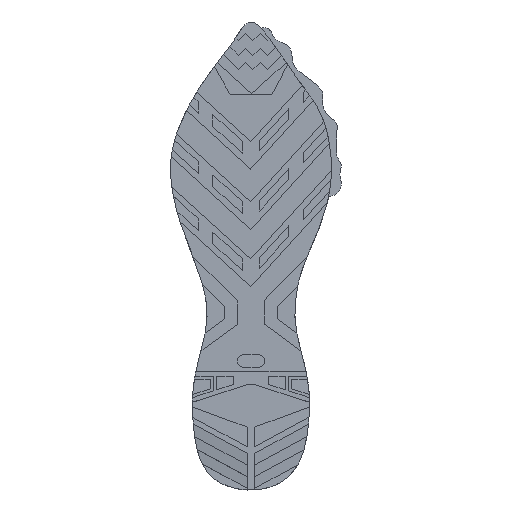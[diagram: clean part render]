
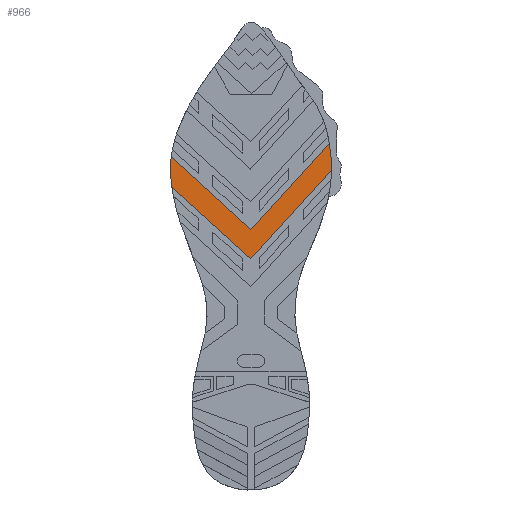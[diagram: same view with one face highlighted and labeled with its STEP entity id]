
A CAD part, top view. The second image highlights one B-rep face of the part: STEP entity #966.
In plain terms, the highlighted face is planar.
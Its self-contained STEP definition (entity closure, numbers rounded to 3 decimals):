
#74 = VECTOR ( 'NONE', #950, 1000. ) ;
#165 = ORIENTED_EDGE ( 'NONE', *, *, #250, .T. ) ;
#244 = CARTESIAN_POINT ( 'NONE',  ( 54.551, 3., -107.835 ) ) ;
#250 = EDGE_CURVE ( 'NONE', #1959, #2817, #4500, .T. ) ;
#327 = CARTESIAN_POINT ( 'NONE',  ( -54.95, 3., -106.378 ) ) ;
#349 = CARTESIAN_POINT ( 'NONE',  ( 55.059, 3., -95.959 ) ) ;
#405 = LINE ( 'NONE', #6586, #2430 ) ;
#513 = LINE ( 'NONE', #6629, #74 ) ;
#541 = CARTESIAN_POINT ( 'NONE',  ( 54.096, 3., -87.331 ) ) ;
#815 = CARTESIAN_POINT ( 'NONE',  ( 54.401, 3., -89.592 ) ) ;
#950 = DIRECTION ( 'NONE',  ( 0.74, 0., -0.673 ) ) ;
#966 = ADVANCED_FACE ( 'NONE', ( #2173 ), #5323, .T. ) ;
#1222 = CARTESIAN_POINT ( 'NONE',  ( 54.589, 3., -107.512 ) ) ;
#1289 = CARTESIAN_POINT ( 'NONE',  ( 54.551, 3., -107.835 ) ) ;
#1588 = B_SPLINE_CURVE_WITH_KNOTS ( 'NONE', 3,
 ( #2778, #2307, #327, #1967, #5461 ),
 .UNSPECIFIED., .F., .F.,
 ( 4, 1, 4 ),
 ( 0.838, 0.843, 0.855 ),
 .UNSPECIFIED. ) ;
#1610 = CARTESIAN_POINT ( 'NONE',  ( -53.596, 3., -117.179 ) ) ;
#1751 = CARTESIAN_POINT ( 'NONE',  ( 54.096, 3., -87.331 ) ) ;
#1768 = VERTEX_POINT ( 'NONE', #3167 ) ;
#1936 = EDGE_CURVE ( 'NONE', #1768, #6676, #4388, .T. ) ;
#1959 = VERTEX_POINT ( 'NONE', #244 ) ;
#1967 = CARTESIAN_POINT ( 'NONE',  ( -54.34, 3., -112.681 ) ) ;
#2173 = FACE_OUTER_BOUND ( 'NONE', #5830, .T. ) ;
#2241 = CARTESIAN_POINT ( 'NONE',  ( 0., 3., 0. ) ) ;
#2307 = CARTESIAN_POINT ( 'NONE',  ( -55.013, 3., -100.256 ) ) ;
#2430 = VECTOR ( 'NONE', #2476, 1000. ) ;
#2434 = VERTEX_POINT ( 'NONE', #5046 ) ;
#2476 = DIRECTION ( 'NONE',  ( -0.74, 0., 0.673 ) ) ;
#2514 = ORIENTED_EDGE ( 'NONE', *, *, #1936, .F. ) ;
#2778 = CARTESIAN_POINT ( 'NONE',  ( -54.991, 3., -98.622 ) ) ;
#2817 = VERTEX_POINT ( 'NONE', #541 ) ;
#2951 = DIRECTION ( 'NONE',  ( 0.673, 0., 0.74 ) ) ;
#2964 = ORIENTED_EDGE ( 'NONE', *, *, #6373, .T. ) ;
#2986 = VECTOR ( 'NONE', #2951, 1000. ) ;
#3167 = CARTESIAN_POINT ( 'NONE',  ( -54.991, 3., -98.622 ) ) ;
#3272 = CARTESIAN_POINT ( 'NONE',  ( 55.105, 3., -102.894 ) ) ;
#3805 = ORIENTED_EDGE ( 'NONE', *, *, #4874, .F. ) ;
#4256 = EDGE_CURVE ( 'NONE', #1959, #2434, #405, .T. ) ;
#4388 = LINE ( 'NONE', #5885, #5073 ) ;
#4500 = B_SPLINE_CURVE_WITH_KNOTS ( 'NONE', 3,
 ( #1289, #1222, #3272, #349, #815, #1751 ),
 .UNSPECIFIED., .F., .F.,
 ( 4, 1, 1, 4 ),
 ( 0.151, 0.152, 0.167, 0.175 ),
 .UNSPECIFIED. ) ;
#4793 = AXIS2_PLACEMENT_3D ( 'NONE', #2241, #5228, #5260 ) ;
#4874 = EDGE_CURVE ( 'NONE', #6676, #2817, #513, .T. ) ;
#5023 = CARTESIAN_POINT ( 'NONE',  ( 0., 3., -38.144 ) ) ;
#5046 = CARTESIAN_POINT ( 'NONE',  ( 0., 3., -58.234 ) ) ;
#5073 = VECTOR ( 'NONE', #5921, 1000. ) ;
#5086 = ORIENTED_EDGE ( 'NONE', *, *, #6613, .T. ) ;
#5100 = VERTEX_POINT ( 'NONE', #1610 ) ;
#5228 = DIRECTION ( 'NONE',  ( 0., -1., 0. ) ) ;
#5260 = DIRECTION ( 'NONE',  ( 0., 0., -1. ) ) ;
#5323 = PLANE ( 'NONE',  #4793 ) ;
#5461 = CARTESIAN_POINT ( 'NONE',  ( -53.596, 3., -117.179 ) ) ;
#5604 = LINE ( 'NONE', #6624, #2986 ) ;
#5830 = EDGE_LOOP ( 'NONE', ( #3805, #2514, #5086, #2964, #6098, #165 ) ) ;
#5885 = CARTESIAN_POINT ( 'NONE',  ( 18.986, 3., -17.263 ) ) ;
#5921 = DIRECTION ( 'NONE',  ( 0.673, 0., 0.74 ) ) ;
#6098 = ORIENTED_EDGE ( 'NONE', *, *, #4256, .F. ) ;
#6373 = EDGE_CURVE ( 'NONE', #5100, #2434, #5604, .T. ) ;
#6586 = CARTESIAN_POINT ( 'NONE',  ( -28.986, 3., -31.879 ) ) ;
#6613 = EDGE_CURVE ( 'NONE', #1768, #5100, #1588, .T. ) ;
#6624 = CARTESIAN_POINT ( 'NONE',  ( 28.986, 3., -26.356 ) ) ;
#6629 = CARTESIAN_POINT ( 'NONE',  ( -18.986, 3., -20.88 ) ) ;
#6676 = VERTEX_POINT ( 'NONE', #5023 ) ;
